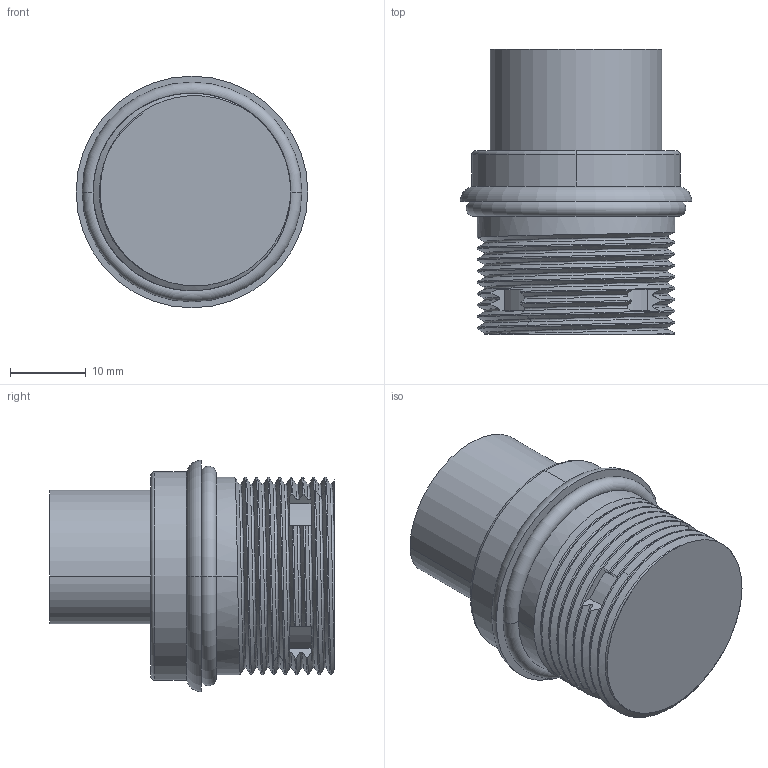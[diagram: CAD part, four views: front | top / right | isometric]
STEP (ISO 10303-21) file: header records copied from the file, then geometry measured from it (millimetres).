
FILE_DESCRIPTION((''),'2;1');
FILE_NAME('381408_SW0001','2015-04-09T',('temk'),(''),'PRO/ENGINEER BY PARAMETRIC TECHNOLOGY CORPORATION, 2012480','PRO/ENGINEER BY PARAMETRIC TECHNOLOGY CORPORATION, 2012480','');
FILE_SCHEMA(('CONFIG_CONTROL_DESIGN'));
Length unit declared in the file: millimetre
Products named in the file (1): 381408_SW0001
Bounding box: 30.5 x 37.5 x 30.5 mm (x, y, z)
Volume: 13538.9 mm3; surface area: 5907.9 mm2
Topology: 1 solids, 1 shells, 108 faces, 281 edges, 182 vertices
Faces by surface type: cylinder 38, bspline 30, plane 25, cone 8, torus 6, extrusion 1
Entity records: 6329 total; most frequent: CARTESIAN_POINT 3920, ORIENTED_EDGE 562, DIRECTION 373, EDGE_CURVE 281, VERTEX_POINT 182, AXIS2_PLACEMENT_3D 136, B_SPLINE_CURVE_WITH_KNOTS 123, EDGE_LOOP 115
